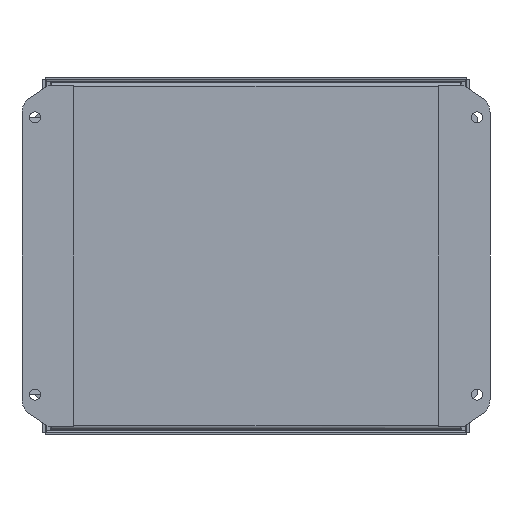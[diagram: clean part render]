
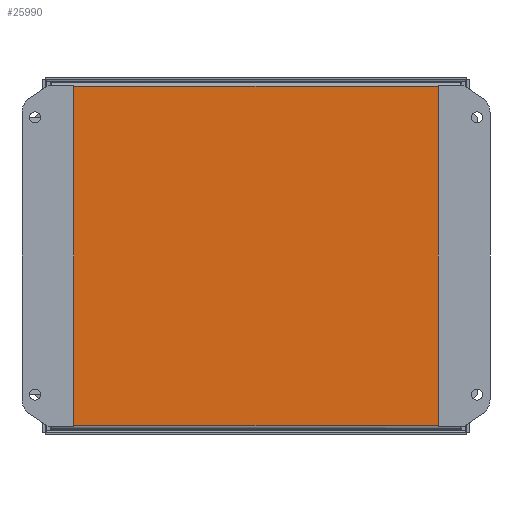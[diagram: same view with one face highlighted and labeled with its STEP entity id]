
A CAD part, left-side view. The second image highlights one B-rep face of the part: STEP entity #25990.
In plain terms, the highlighted face is planar.
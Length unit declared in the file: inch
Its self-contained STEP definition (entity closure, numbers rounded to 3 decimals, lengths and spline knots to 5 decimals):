
#1315 = DIRECTION ( 'NONE',  ( 0., 0., 1. ) ) ;
#2028 = PLANE ( 'NONE',  #20115 ) ;
#3423 = CARTESIAN_POINT ( 'NONE',  ( -5., 0., -5.892 ) ) ;
#3718 = VERTEX_POINT ( 'NONE', #3933 ) ;
#3933 = CARTESIAN_POINT ( 'NONE',  ( 4.892, 0., -5.892 ) ) ;
#5316 = CARTESIAN_POINT ( 'NONE',  ( -5., 0., 5.892 ) ) ;
#6347 = ORIENTED_EDGE ( 'NONE', *, *, #12976, .F. ) ;
#6593 = ORIENTED_EDGE ( 'NONE', *, *, #13407, .F. ) ;
#9909 = CARTESIAN_POINT ( 'NONE',  ( -5., 0., -6. ) ) ;
#10862 = LINE ( 'NONE', #5316, #30561 ) ;
#11782 = VERTEX_POINT ( 'NONE', #24865 ) ;
#12509 = VECTOR ( 'NONE', #13718, 39.37008 ) ;
#12976 = EDGE_CURVE ( 'NONE', #3718, #22712, #22615, .T. ) ;
#13072 = EDGE_CURVE ( 'NONE', #11782, #3718, #21820, .T. ) ;
#13156 = ORIENTED_EDGE ( 'NONE', *, *, #13072, .F. ) ;
#13407 = EDGE_CURVE ( 'NONE', #22712, #18494, #10862, .T. ) ;
#13718 = DIRECTION ( 'NONE',  ( 1., 0., 0. ) ) ;
#17159 = FACE_OUTER_BOUND ( 'NONE', #27235, .T. ) ;
#18494 = VERTEX_POINT ( 'NONE', #31934 ) ;
#18601 = CARTESIAN_POINT ( 'NONE',  ( 4.892, 0., -6. ) ) ;
#19988 = CARTESIAN_POINT ( 'NONE',  ( -4.892, 0., -6. ) ) ;
#20115 = AXIS2_PLACEMENT_3D ( 'NONE', #9909, #30296, #22835 ) ;
#20842 = DIRECTION ( 'NONE',  ( -1., 0., 0. ) ) ;
#21820 = LINE ( 'NONE', #3423, #12509 ) ;
#22615 = LINE ( 'NONE', #18601, #23008 ) ;
#22712 = VERTEX_POINT ( 'NONE', #25553 ) ;
#22835 = DIRECTION ( 'NONE',  ( 0., 0., -1. ) ) ;
#23008 = VECTOR ( 'NONE', #1315, 39.37008 ) ;
#23425 = VECTOR ( 'NONE', #25249, 39.37008 ) ;
#24865 = CARTESIAN_POINT ( 'NONE',  ( -4.892, 0., -5.892 ) ) ;
#25249 = DIRECTION ( 'NONE',  ( 0., 0., -1. ) ) ;
#25553 = CARTESIAN_POINT ( 'NONE',  ( 4.892, 0., 5.892 ) ) ;
#25990 = ADVANCED_FACE ( 'NONE', ( #17159 ), #2028, .F. ) ;
#26721 = ORIENTED_EDGE ( 'NONE', *, *, #27352, .F. ) ;
#27235 = EDGE_LOOP ( 'NONE', ( #13156, #26721, #6593, #6347 ) ) ;
#27352 = EDGE_CURVE ( 'NONE', #18494, #11782, #29833, .T. ) ;
#29833 = LINE ( 'NONE', #19988, #23425 ) ;
#30296 = DIRECTION ( 'NONE',  ( 0., -1., 0. ) ) ;
#30561 = VECTOR ( 'NONE', #20842, 39.37008 ) ;
#31934 = CARTESIAN_POINT ( 'NONE',  ( -4.892, 0., 5.892 ) ) ;
